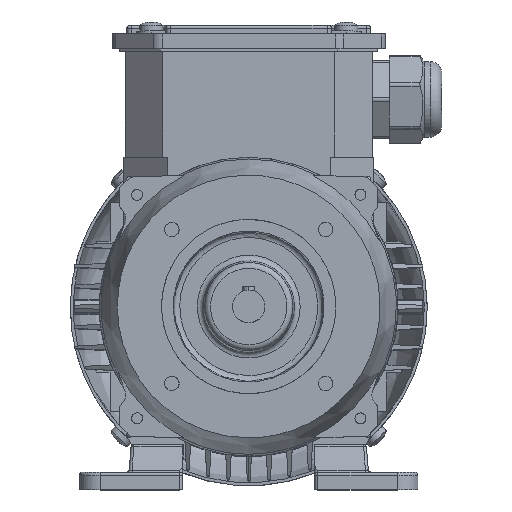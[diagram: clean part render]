
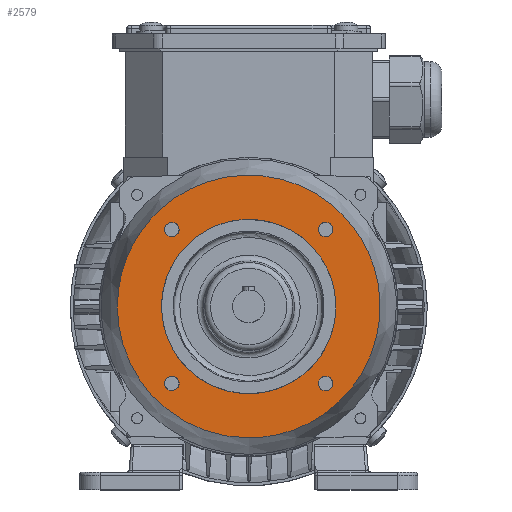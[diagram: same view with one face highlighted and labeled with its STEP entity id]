
A CAD part, top view. The second image highlights one B-rep face of the part: STEP entity #2579.
In plain terms, the highlighted planar face has unit normal (0, 0, 1).
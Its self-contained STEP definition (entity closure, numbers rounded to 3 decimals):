
#698=PLANE('',#30183);
#1361=FACE_BOUND('',#5815,.T.);
#1362=FACE_BOUND('',#5816,.T.);
#1363=FACE_BOUND('',#5817,.T.);
#1364=FACE_BOUND('',#5818,.T.);
#1365=FACE_BOUND('',#5819,.T.);
#1366=FACE_BOUND('',#5820,.T.);
#2579=ADVANCED_FACE('F2019',(#1361,#1362,#1363,#1364,#1365,#1366),#698,
 .F.);
#5815=EDGE_LOOP('',(#10188));
#5816=EDGE_LOOP('',(#10189));
#5817=EDGE_LOOP('',(#10190));
#5818=EDGE_LOOP('',(#10191));
#5819=EDGE_LOOP('',(#10192));
#5820=EDGE_LOOP('',(#10193));
#10188=ORIENTED_EDGE('',*,*,#21278,.F.);
#10189=ORIENTED_EDGE('',*,*,#21279,.T.);
#10190=ORIENTED_EDGE('',*,*,#21280,.T.);
#10191=ORIENTED_EDGE('',*,*,#21281,.T.);
#10192=ORIENTED_EDGE('',*,*,#21282,.T.);
#10193=ORIENTED_EDGE('',*,*,#21260,.F.);
#17222=VERTEX_POINT('',#42334);
#17238=VERTEX_POINT('',#42416);
#17239=VERTEX_POINT('',#42424);
#17240=VERTEX_POINT('',#42432);
#17241=VERTEX_POINT('',#42440);
#17242=VERTEX_POINT('',#42448);
#21260=EDGE_CURVE('E5350',#17222,#17222,#25103,.T.);
#21278=EDGE_CURVE('E5351',#17238,#17238,#25120,.T.);
#21279=EDGE_CURVE('E5352',#17239,#17239,#25121,.T.);
#21280=EDGE_CURVE('E5353',#17240,#17240,#25122,.T.);
#21281=EDGE_CURVE('E5354',#17241,#17241,#25123,.T.);
#21282=EDGE_CURVE('E5355',#17242,#17242,#25124,.T.);
#25103=(
BOUNDED_CURVE()
B_SPLINE_CURVE(2,(#42327,#42328,#42329,#42330,#42331,#42332,#42333),
 .UNSPECIFIED.,.T.,.F.)
B_SPLINE_CURVE_WITH_KNOTS((1,2,2,2,2,1),(-0.333,0.,0.333,
0.667,1.,1.333),.UNSPECIFIED.)
CURVE()
GEOMETRIC_REPRESENTATION_ITEM()
RATIONAL_B_SPLINE_CURVE((1.,0.5,1.,0.5,1.,0.5,1.))
REPRESENTATION_ITEM('')
);
#25120=(
BOUNDED_CURVE()
B_SPLINE_CURVE(2,(#42409,#42410,#42411,#42412,#42413,#42414,#42415),
 .UNSPECIFIED.,.T.,.F.)
B_SPLINE_CURVE_WITH_KNOTS((1,2,2,2,2,1),(-0.333,0.,0.333,
0.667,1.,1.333),.UNSPECIFIED.)
CURVE()
GEOMETRIC_REPRESENTATION_ITEM()
RATIONAL_B_SPLINE_CURVE((1.,0.5,1.,0.5,1.,0.5,1.))
REPRESENTATION_ITEM('')
);
#25121=(
BOUNDED_CURVE()
B_SPLINE_CURVE(2,(#42417,#42418,#42419,#42420,#42421,#42422,#42423),
 .UNSPECIFIED.,.T.,.F.)
B_SPLINE_CURVE_WITH_KNOTS((1,2,2,2,2,1),(-0.333,0.,0.333,
0.667,1.,1.333),.UNSPECIFIED.)
CURVE()
GEOMETRIC_REPRESENTATION_ITEM()
RATIONAL_B_SPLINE_CURVE((1.,0.5,1.,0.5,1.,0.5,1.))
REPRESENTATION_ITEM('')
);
#25122=(
BOUNDED_CURVE()
B_SPLINE_CURVE(2,(#42425,#42426,#42427,#42428,#42429,#42430,#42431),
 .UNSPECIFIED.,.T.,.F.)
B_SPLINE_CURVE_WITH_KNOTS((1,2,2,2,2,1),(-0.333,0.,0.333,
0.667,1.,1.333),.UNSPECIFIED.)
CURVE()
GEOMETRIC_REPRESENTATION_ITEM()
RATIONAL_B_SPLINE_CURVE((1.,0.5,1.,0.5,1.,0.5,1.))
REPRESENTATION_ITEM('')
);
#25123=(
BOUNDED_CURVE()
B_SPLINE_CURVE(2,(#42433,#42434,#42435,#42436,#42437,#42438,#42439),
 .UNSPECIFIED.,.T.,.F.)
B_SPLINE_CURVE_WITH_KNOTS((1,2,2,2,2,1),(-0.333,0.,0.333,
0.667,1.,1.333),.UNSPECIFIED.)
CURVE()
GEOMETRIC_REPRESENTATION_ITEM()
RATIONAL_B_SPLINE_CURVE((1.,0.5,1.,0.5,1.,0.5,1.))
REPRESENTATION_ITEM('')
);
#25124=(
BOUNDED_CURVE()
B_SPLINE_CURVE(2,(#42441,#42442,#42443,#42444,#42445,#42446,#42447),
 .UNSPECIFIED.,.T.,.F.)
B_SPLINE_CURVE_WITH_KNOTS((1,2,2,2,2,1),(-0.333,0.,0.333,
0.667,1.,1.333),.UNSPECIFIED.)
CURVE()
GEOMETRIC_REPRESENTATION_ITEM()
RATIONAL_B_SPLINE_CURVE((1.,0.5,1.,0.5,1.,0.5,1.))
REPRESENTATION_ITEM('')
);
#30183=AXIS2_PLACEMENT_3D('',#42449,#32208,#32209);
#32208=DIRECTION('',(0.,0.,-1.));
#32209=DIRECTION('',(-1.,0.,0.));
#42327=CARTESIAN_POINT('',(0.,-45.264,-22.69));
#42328=CARTESIAN_POINT('',(-78.399,-45.264,-22.69));
#42329=CARTESIAN_POINT('',(-39.199,22.632,-22.69));
#42330=CARTESIAN_POINT('',(0.,90.527,-22.69));
#42331=CARTESIAN_POINT('',(39.199,22.632,-22.69));
#42332=CARTESIAN_POINT('',(78.399,-45.264,-22.69));
#42333=CARTESIAN_POINT('',(0.,-45.264,-22.69));
#42334=CARTESIAN_POINT('',(0.,-45.264,-22.69));
#42409=CARTESIAN_POINT('',(0.,30.,-22.69));
#42410=CARTESIAN_POINT('',(-51.962,30.,-22.69));
#42411=CARTESIAN_POINT('',(-25.981,-15.,-22.69));
#42412=CARTESIAN_POINT('',(0.,-60.,-22.69));
#42413=CARTESIAN_POINT('',(25.981,-15.,-22.69));
#42414=CARTESIAN_POINT('',(51.962,30.,-22.69));
#42415=CARTESIAN_POINT('',(0.,30.,-22.69));
#42416=CARTESIAN_POINT('',(0.,30.,-22.69));
#42417=CARTESIAN_POINT('',(26.517,29.017,-22.69));
#42418=CARTESIAN_POINT('',(30.847,29.017,-22.69));
#42419=CARTESIAN_POINT('',(28.682,25.267,-22.69));
#42420=CARTESIAN_POINT('',(26.517,21.517,-22.69));
#42421=CARTESIAN_POINT('',(24.351,25.267,-22.69));
#42422=CARTESIAN_POINT('',(22.186,29.017,-22.69));
#42423=CARTESIAN_POINT('',(26.517,29.017,-22.69));
#42424=CARTESIAN_POINT('',(26.517,29.017,-22.69));
#42425=CARTESIAN_POINT('',(-26.517,29.017,-22.69));
#42426=CARTESIAN_POINT('',(-22.186,29.017,-22.69));
#42427=CARTESIAN_POINT('',(-24.351,25.267,-22.69));
#42428=CARTESIAN_POINT('',(-26.517,21.517,-22.69));
#42429=CARTESIAN_POINT('',(-28.682,25.267,-22.69));
#42430=CARTESIAN_POINT('',(-30.847,29.017,-22.69));
#42431=CARTESIAN_POINT('',(-26.517,29.017,-22.69));
#42432=CARTESIAN_POINT('',(-26.517,29.017,-22.69));
#42433=CARTESIAN_POINT('',(-26.517,-24.017,-22.69));
#42434=CARTESIAN_POINT('',(-22.186,-24.017,-22.69));
#42435=CARTESIAN_POINT('',(-24.351,-27.767,-22.69));
#42436=CARTESIAN_POINT('',(-26.517,-31.517,-22.69));
#42437=CARTESIAN_POINT('',(-28.682,-27.767,-22.69));
#42438=CARTESIAN_POINT('',(-30.847,-24.017,-22.69));
#42439=CARTESIAN_POINT('',(-26.517,-24.017,-22.69));
#42440=CARTESIAN_POINT('',(-26.517,-24.017,-22.69));
#42441=CARTESIAN_POINT('',(26.502,-24.031,-22.69));
#42442=CARTESIAN_POINT('',(30.832,-24.031,-22.69));
#42443=CARTESIAN_POINT('',(28.667,-27.781,-22.69));
#42444=CARTESIAN_POINT('',(26.502,-31.531,-22.69));
#42445=CARTESIAN_POINT('',(24.337,-27.781,-22.69));
#42446=CARTESIAN_POINT('',(22.172,-24.031,-22.69));
#42447=CARTESIAN_POINT('',(26.502,-24.031,-22.69));
#42448=CARTESIAN_POINT('',(26.502,-24.031,-22.69));
#42449=CARTESIAN_POINT('',(0.,0.,
-22.69));
